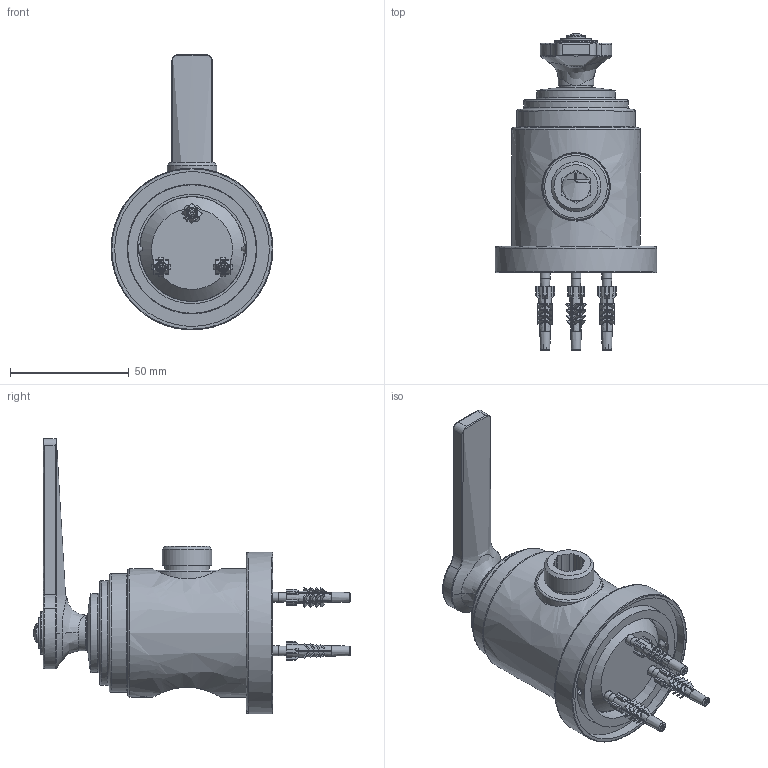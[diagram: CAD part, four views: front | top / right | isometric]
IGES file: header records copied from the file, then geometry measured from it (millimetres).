
Global section: file name: V722-F; native system: Autodesk Inventor 2018; preprocessor: unknown; author: gwilkes; date: 20180228.105557; units: millimetre
Bounding box: 68 x 133.35 x 115.88 mm (x, y, z)
Volume: 160153.2 mm3; surface area: 76392.7 mm2
Topology: 31 solids, 31 shells, 1552 faces, 4473 edges, 2998 vertices
Faces by surface type: bspline 1552
